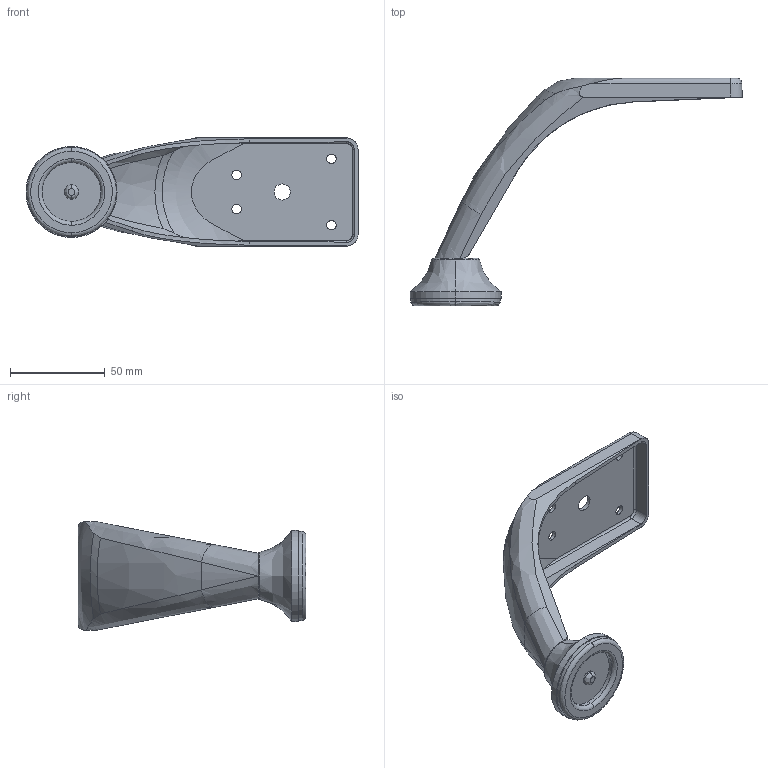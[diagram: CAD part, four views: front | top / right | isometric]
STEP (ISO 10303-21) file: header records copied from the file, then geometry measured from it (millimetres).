
FILE_DESCRIPTION (( 'STEP AP214' ), '1' );
FILE_NAME ('F001895_3D.step', '2022-10-10T13:52:14', ( '' ), ( '' ), 'SwSTEP 2.0', 'SolidWorks 2020', '' );
FILE_SCHEMA (( 'AUTOMOTIVE_DESIGN' ));
Length unit declared in the file: millimetre
Products named in the file (1): F001895_3D
Bounding box: 175 x 120 x 57 mm (x, y, z)
Volume: 54819.2 mm3; surface area: 35220.6 mm2
Topology: 1 solids, 1 shells, 92 faces, 235 edges, 149 vertices
Faces by surface type: cylinder 34, bspline 30, plane 25, cone 3
Entity records: 6238 total; most frequent: CARTESIAN_POINT 4226, ORIENTED_EDGE 470, DIRECTION 341, EDGE_CURVE 235, VERTEX_POINT 149, AXIS2_PLACEMENT_3D 135, EDGE_LOOP 106, ADVANCED_FACE 92
